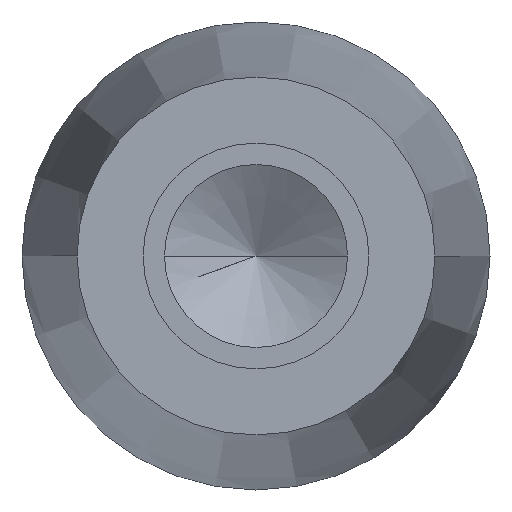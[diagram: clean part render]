
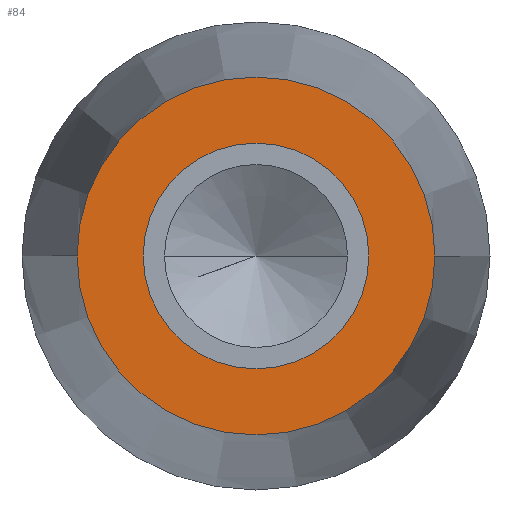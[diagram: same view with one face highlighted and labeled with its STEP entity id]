
A CAD part, front view. The second image highlights one B-rep face of the part: STEP entity #84.
In plain terms, the highlighted planar face has unit normal (0, -1, 0).
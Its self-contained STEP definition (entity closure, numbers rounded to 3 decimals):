
#84 = ADVANCED_FACE( '', ( #108, #109 ), #110, .T. );
#108 = FACE_BOUND( '', #136, .T. );
#109 = FACE_OUTER_BOUND( '', #137, .T. );
#110 = PLANE( '', #138 );
#136 = EDGE_LOOP( '', ( #206, #207 ) );
#137 = EDGE_LOOP( '', ( #208, #209 ) );
#138 = AXIS2_PLACEMENT_3D( '', #210, #211, #212 );
#206 = ORIENTED_EDGE( '', *, *, #249, .T. );
#207 = ORIENTED_EDGE( '', *, *, #250, .T. );
#208 = ORIENTED_EDGE( '', *, *, #237, .F. );
#209 = ORIENTED_EDGE( '', *, *, #253, .F. );
#210 = CARTESIAN_POINT( '', ( 3.25, 0., 0. ) );
#211 = DIRECTION( '', ( 0., -1., 0. ) );
#212 = DIRECTION( '', ( -1., 0., 0. ) );
#237 = EDGE_CURVE( '', #264, #266, #267, .T. );
#249 = EDGE_CURVE( '', #282, #286, #288, .T. );
#250 = EDGE_CURVE( '', #286, #282, #289, .T. );
#253 = EDGE_CURVE( '', #266, #264, #292, .T. );
#264 = VERTEX_POINT( '', #305 );
#266 = VERTEX_POINT( '', #308 );
#267 = CIRCLE( '', #309, 6.5 );
#282 = VERTEX_POINT( '', #329 );
#286 = VERTEX_POINT( '', #334 );
#288 = CIRCLE( '', #337, 4.1 );
#289 = CIRCLE( '', #338, 4.1 );
#292 = CIRCLE( '', #341, 6.5 );
#305 = CARTESIAN_POINT( '', ( 6.5, 0., 0. ) );
#308 = CARTESIAN_POINT( '', ( -6.5, 0., 0. ) );
#309 = AXIS2_PLACEMENT_3D( '', #353, #354, #355 );
#329 = CARTESIAN_POINT( '', ( 4.1, 0., 0. ) );
#334 = CARTESIAN_POINT( '', ( -4.1, 0., 0. ) );
#337 = AXIS2_PLACEMENT_3D( '', #375, #376, #377 );
#338 = AXIS2_PLACEMENT_3D( '', #378, #379, #380 );
#341 = AXIS2_PLACEMENT_3D( '', #387, #388, #389 );
#353 = CARTESIAN_POINT( '', ( 0., 0., 0. ) );
#354 = DIRECTION( '', ( 0., 1., 0. ) );
#355 = DIRECTION( '', ( 1., 0., 0. ) );
#375 = CARTESIAN_POINT( '', ( 0., 0., 0. ) );
#376 = DIRECTION( '', ( 0., 1., 0. ) );
#377 = DIRECTION( '', ( 1., 0., 0. ) );
#378 = CARTESIAN_POINT( '', ( 0., 0., 0. ) );
#379 = DIRECTION( '', ( 0., 1., 0. ) );
#380 = DIRECTION( '', ( 1., 0., 0. ) );
#387 = CARTESIAN_POINT( '', ( 0., 0., 0. ) );
#388 = DIRECTION( '', ( 0., 1., 0. ) );
#389 = DIRECTION( '', ( 1., 0., 0. ) );
